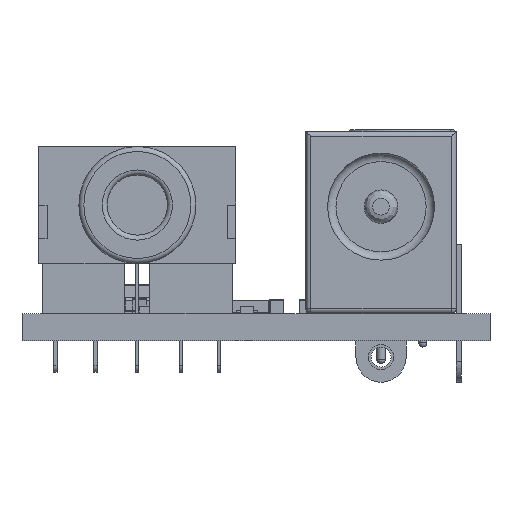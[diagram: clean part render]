
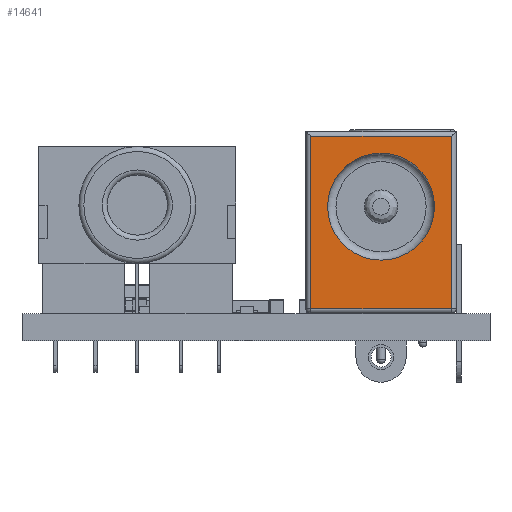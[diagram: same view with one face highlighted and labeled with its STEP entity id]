
A CAD part, front view. The second image highlights one B-rep face of the part: STEP entity #14641.
In plain terms, the highlighted face is planar.
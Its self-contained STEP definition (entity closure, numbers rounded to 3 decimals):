
#14641 = ADVANCED_FACE('',(#14642,#14676),#14687,.F.);
#14642 = FACE_BOUND('',#14643,.T.);
#14643 = EDGE_LOOP('',(#14644,#14654,#14662,#14670));
#14644 = ORIENTED_EDGE('',*,*,#14645,.T.);
#14645 = EDGE_CURVE('',#14646,#14648,#14650,.T.);
#14646 = VERTEX_POINT('',#14647);
#14647 = CARTESIAN_POINT('',(-4.2,5.15,13.525));
#14648 = VERTEX_POINT('',#14649);
#14649 = CARTESIAN_POINT('',(-4.2,-5.15,13.525));
#14650 = LINE('',#14651,#14652);
#14651 = CARTESIAN_POINT('',(-4.2,-5.45,13.525));
#14652 = VECTOR('',#14653,1.);
#14653 = DIRECTION('',(0.,-1.,0.));
#14654 = ORIENTED_EDGE('',*,*,#14655,.T.);
#14655 = EDGE_CURVE('',#14648,#14656,#14658,.T.);
#14656 = VERTEX_POINT('',#14657);
#14657 = CARTESIAN_POINT('',(4.2,-5.15,13.525));
#14658 = LINE('',#14659,#14660);
#14659 = CARTESIAN_POINT('',(4.5,-5.15,13.525));
#14660 = VECTOR('',#14661,1.);
#14661 = DIRECTION('',(1.,0.,0.));
#14662 = ORIENTED_EDGE('',*,*,#14663,.T.);
#14663 = EDGE_CURVE('',#14656,#14664,#14666,.T.);
#14664 = VERTEX_POINT('',#14665);
#14665 = CARTESIAN_POINT('',(4.2,5.15,13.525));
#14666 = LINE('',#14667,#14668);
#14667 = CARTESIAN_POINT('',(4.2,5.45,13.525));
#14668 = VECTOR('',#14669,1.);
#14669 = DIRECTION('',(0.,1.,0.));
#14670 = ORIENTED_EDGE('',*,*,#14671,.T.);
#14671 = EDGE_CURVE('',#14664,#14646,#14672,.T.);
#14672 = LINE('',#14673,#14674);
#14673 = CARTESIAN_POINT('',(-4.5,5.15,13.525));
#14674 = VECTOR('',#14675,1.);
#14675 = DIRECTION('',(-1.,0.,0.));
#14676 = FACE_BOUND('',#14677,.T.);
#14677 = EDGE_LOOP('',(#14678));
#14678 = ORIENTED_EDGE('',*,*,#14679,.F.);
#14679 = EDGE_CURVE('',#14680,#14680,#14682,.T.);
#14680 = VERTEX_POINT('',#14681);
#14681 = CARTESIAN_POINT('',(3.2,0.95,13.525));
#14682 = CIRCLE('',#14683,3.2);
#14683 = AXIS2_PLACEMENT_3D('',#14684,#14685,#14686);
#14684 = CARTESIAN_POINT('',(0.,0.95,13.525));
#14685 = DIRECTION('',(0.,0.,1.));
#14686 = DIRECTION('',(1.,0.,-0.));
#14687 = PLANE('',#14688);
#14688 = AXIS2_PLACEMENT_3D('',#14689,#14690,#14691);
#14689 = CARTESIAN_POINT('',(0.,0.,13.525));
#14690 = DIRECTION('',(0.,0.,-1.));
#14691 = DIRECTION('',(-1.,0.,0.));
